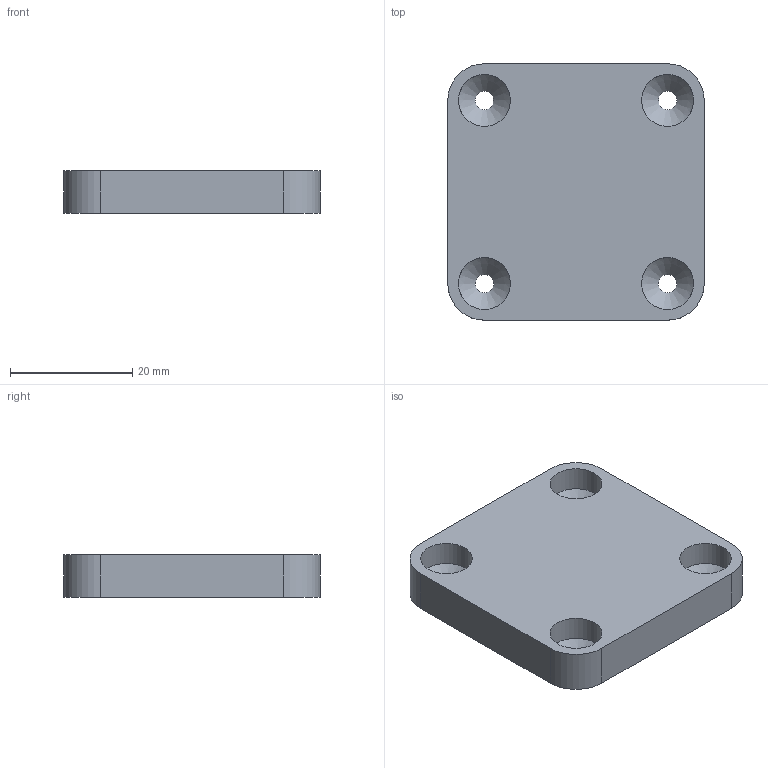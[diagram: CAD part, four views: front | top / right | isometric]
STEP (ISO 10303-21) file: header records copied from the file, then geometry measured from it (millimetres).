
FILE_DESCRIPTION(('FreeCAD Model'),'2;1');
FILE_NAME('Open CASCADE Shape Model','2025-01-02T19:31:48',(''),(''), 'Open CASCADE STEP processor 7.7','Ondsel','Unknown');
FILE_SCHEMA(('AUTOMOTIVE_DESIGN { 1 0 10303 214 1 1 1 1 }'));
Length unit declared in the file: millimetre
Products named in the file (1): Slice.0
Bounding box: 42 x 42 x 7 mm (x, y, z)
Volume: 8169.1 mm3; surface area: 5207.2 mm2
Topology: 1 solids, 1 shells, 27 faces, 59 edges, 38 vertices
Faces by surface type: cylinder 12, plane 10, cone 4, bspline 1
Full cylindrical faces by diameter (mm): 3 x4, 8.5 x4
Entity records: 4805 total; most frequent: CARTESIAN_POINT 3559, DIRECTION 238, ORIENTED_EDGE 116, PCURVE 116, DEFINITIONAL_REPRESENTATION 116, LINE 116, VECTOR 116, EDGE_CURVE 58
